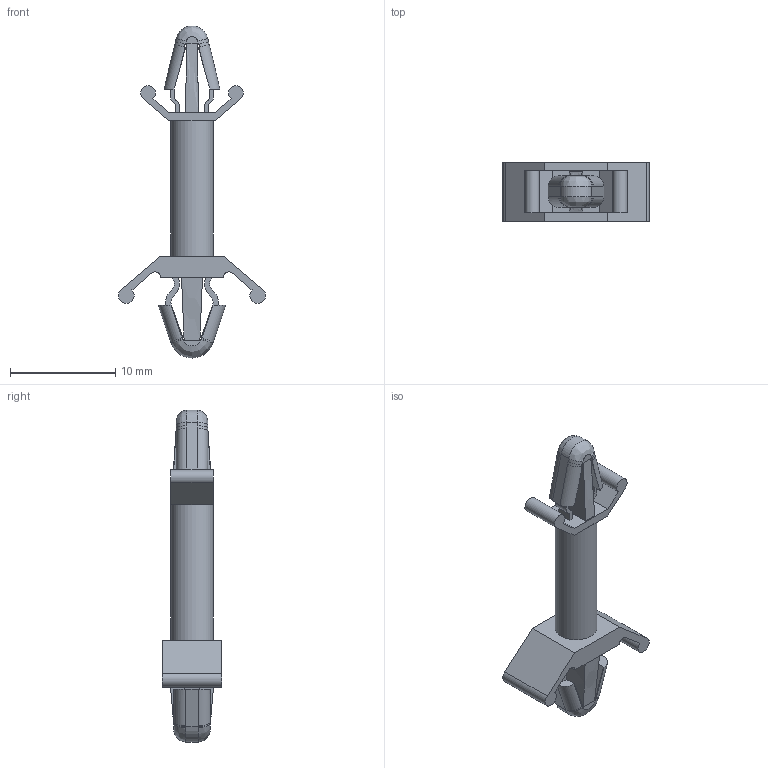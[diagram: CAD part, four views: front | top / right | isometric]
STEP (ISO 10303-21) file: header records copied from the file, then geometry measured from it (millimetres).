
FILE_DESCRIPTION( ( 'Unknown' ), '1' );
FILE_NAME( '709617200.stp', 'Unknown', ( 'Unknown' ), ( 'Unknown' ), 'PSStep 19.0.9', 'Unknown', ' ' );
FILE_SCHEMA( ( 'AUTOMOTIVE_DESIGN { 1 0 10303 214 1 1 1 1 }' ) );
Length unit declared in the file: millimetre
Products named in the file (1): 1
Bounding box: 14 x 5.7 x 31.6 mm (x, y, z)
Volume: 472.6 mm3; surface area: 838.9 mm2
Topology: 1 solids, 1 shells, 122 faces, 321 edges, 200 vertices
Faces by surface type: plane 57, cylinder 41, bspline 24
Full cylindrical faces by diameter (mm): 4 x1
Entity records: 5418 total; most frequent: CARTESIAN_POINT 1445, ORIENTED_EDGE 638, DIRECTION 616, EDGE_CURVE 319, AXIS2_PLACEMENT_3D 218, VERTEX_POINT 199, LINE 180, VECTOR 180
